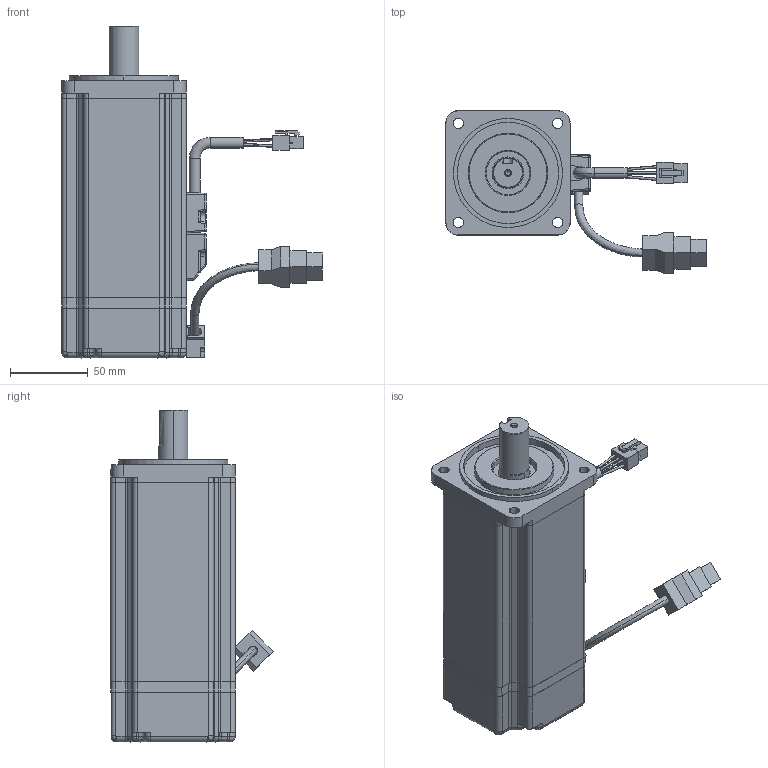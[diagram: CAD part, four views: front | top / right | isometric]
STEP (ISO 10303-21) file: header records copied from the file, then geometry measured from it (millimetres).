
FILE_DESCRIPTION(/* description */ ('Alibre Inc.'),/* implementation_level */ '2;1');
FILE_NAME(/* name */ 'export0',/* time_stamp */ '2016-07-06T15:06:21+02:00',/* author */ (''),/* organization */ (''),/* preprocessor_version */ 'ST-DEVELOPER v14',/* originating_system */ 'Alibre',/* authorisation */ '');
FILE_SCHEMA (('AUTOMOTIVE_DESIGN'));
Length unit declared in the file: millimetre
Bounding box: 167.27 x 104.24 x 213 mm (x, y, z)
Volume: 1049378.2 mm3; surface area: 84118 mm2
Topology: 1 solids, 6 shells, 583 faces, 1499 edges, 935 vertices
Faces by surface type: revolution 326, bspline 257
Entity records: 20013 total; most frequent: CARTESIAN_POINT 6473, ORIENTED_EDGE 2980, DIRECTION 2209, EDGE_CURVE 1490, VERTEX_POINT 935, VECTOR 877, LINE 877, EDGE_LOOP 633
